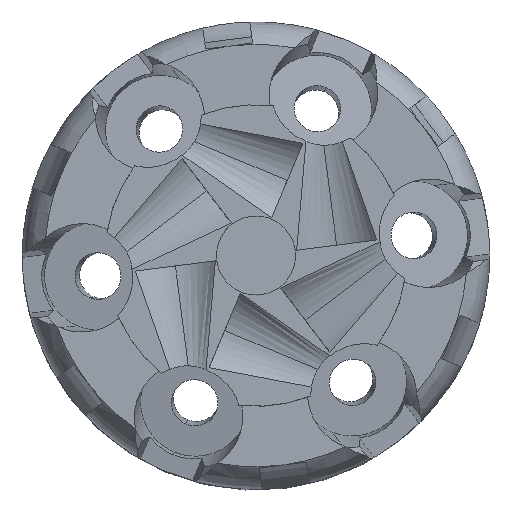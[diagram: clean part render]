
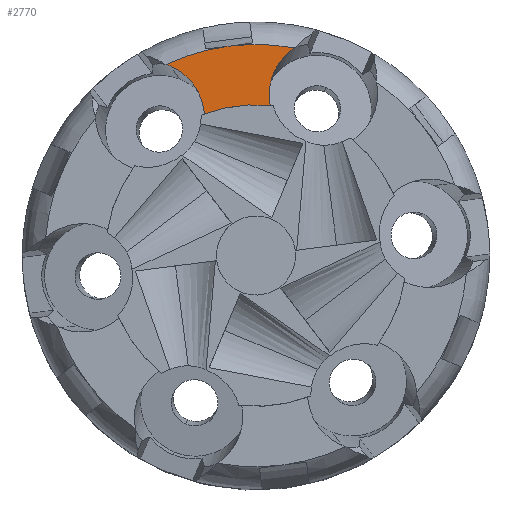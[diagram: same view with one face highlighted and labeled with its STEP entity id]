
A CAD part, top view. The second image highlights one B-rep face of the part: STEP entity #2770.
In plain terms, the highlighted planar face has unit normal (0, 0, 1).
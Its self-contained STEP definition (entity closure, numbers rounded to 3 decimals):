
#340 = CARTESIAN_POINT ( 'NONE',  ( -5.745, 6.915, 32.089 ) ) ;
#527 = VERTEX_POINT ( 'NONE', #1031 ) ;
#539 = CARTESIAN_POINT ( 'NONE',  ( 3.803, 7.046, 32.089 ) ) ;
#694 = ORIENTED_EDGE ( 'NONE', *, *, #12968, .T. ) ;
#774 = EDGE_CURVE ( 'NONE', #3437, #6773, #13208, .T. ) ;
#993 = CARTESIAN_POINT ( 'NONE',  ( 5.263, 8.507, 32.089 ) ) ;
#1031 = CARTESIAN_POINT ( 'NONE',  ( 3.114, 3.41, 32.089 ) ) ;
#1133 = CARTESIAN_POINT ( 'NONE',  ( -0.53, 8.666, 32.089 ) ) ;
#1403 = CARTESIAN_POINT ( 'NONE',  ( -2.723, 2.659, 32.089 ) ) ;
#1475 = CARTESIAN_POINT ( 'NONE',  ( -0.53, 8.666, 32.089 ) ) ;
#1613 = CARTESIAN_POINT ( 'NONE',  ( 4.494, 7.917, 32.089 ) ) ;
#1629 = ORIENTED_EDGE ( 'NONE', *, *, #7364, .T. ) ;
#1983 = CARTESIAN_POINT ( 'NONE',  ( -1.791, 2.999, 32.089 ) ) ;
#2047 = DIRECTION ( 'NONE',  ( 0., 0., 1. ) ) ;
#2242 = CARTESIAN_POINT ( 'NONE',  ( 3.356, 8.86, 32.089 ) ) ;
#2655 = VERTEX_POINT ( 'NONE', #10011 ) ;
#2662 = CARTESIAN_POINT ( 'NONE',  ( 3.114, 3.41, 32.089 ) ) ;
#2770 = ADVANCED_FACE ( 'NONE', ( #8527 ), #3110, .T. ) ;
#2882 = EDGE_LOOP ( 'NONE', ( #694, #7660, #1629, #10160, #7665, #4970, #4468, #10996 ) ) ;
#3110 = PLANE ( 'NONE',  #13657 ) ;
#3437 = VERTEX_POINT ( 'NONE', #340 ) ;
#3595 = CARTESIAN_POINT ( 'NONE',  ( -6.093, 7.045, 32.089 ) ) ;
#4104 = EDGE_CURVE ( 'NONE', #527, #13434, #6469, .T. ) ;
#4154 = CARTESIAN_POINT ( 'NONE',  ( -0.831, 3.233, 32.089 ) ) ;
#4468 = ORIENTED_EDGE ( 'NONE', *, *, #7266, .F. ) ;
#4559 = CARTESIAN_POINT ( 'NONE',  ( -2.75, 2.98, 32.089 ) ) ;
#4831 = CARTESIAN_POINT ( 'NONE',  ( 3.068, 5.188, 32.089 ) ) ;
#4864 = CARTESIAN_POINT ( 'NONE',  ( -2.776, 3.14, 32.089 ) ) ;
#4970 = ORIENTED_EDGE ( 'NONE', *, *, #7168, .T. ) ;
#5238 = CARTESIAN_POINT ( 'NONE',  ( 4.844, 8.202, 32.089 ) ) ;
#5259 = CARTESIAN_POINT ( 'NONE',  ( 2.125, 3.504, 32.089 ) ) ;
#5393 = CARTESIAN_POINT ( 'NONE',  ( 5.263, 8.507, 32.089 ) ) ;
#5458 = CARTESIAN_POINT ( 'NONE',  ( 3.027, 3.853, 32.089 ) ) ;
#5531 = B_SPLINE_CURVE_WITH_KNOTS ( 'NONE', 3,
 ( #9536, #1983, #4154, #11674, #5259, #12741 ),
 .UNSPECIFIED., .F., .F.,
 ( 4, 2, 4 ),
 ( 0., 0.5, 1. ),
 .UNSPECIFIED. ) ;
#5877 = B_SPLINE_CURVE_WITH_KNOTS ( 'NONE', 3,
 ( #1133, #9743, #2242, #9789 ),
 .UNSPECIFIED., .F., .F.,
 ( 4, 4 ),
 ( 0., 1. ),
 .UNSPECIFIED. ) ;
#5926 = CARTESIAN_POINT ( 'NONE',  ( 3.39, 6.257, 32.089 ) ) ;
#6469 = B_SPLINE_CURVE_WITH_KNOTS ( 'NONE', 3,
 ( #2662, #5458, #11252, #4831, #12334, #5926, #13420, #7013, #539, #8082, #1613, #9169 ),
 .UNSPECIFIED., .F., .F.,
 ( 4, 2, 2, 2, 2, 4 ),
 ( 0., 0.25, 0.5, 0.625, 0.75, 1. ),
 .UNSPECIFIED. ) ;
#6636 = B_SPLINE_CURVE_WITH_KNOTS ( 'NONE', 3,
 ( #5238, #9563, #7469, #993 ),
 .UNSPECIFIED., .F., .F.,
 ( 4, 4 ),
 ( 0., 1. ),
 .UNSPECIFIED. ) ;
#6678 = CARTESIAN_POINT ( 'NONE',  ( -5.552, 6.834, 32.089 ) ) ;
#6773 = VERTEX_POINT ( 'NONE', #12345 ) ;
#6818 = CARTESIAN_POINT ( 'NONE',  ( -5.272, 6.696, 32.089 ) ) ;
#6963 = CARTESIAN_POINT ( 'NONE',  ( -5.745, 6.915, 32.089 ) ) ;
#7013 = CARTESIAN_POINT ( 'NONE',  ( 3.685, 6.855, 32.089 ) ) ;
#7168 = EDGE_CURVE ( 'NONE', #13434, #10436, #6636, .T. ) ;
#7266 = EDGE_CURVE ( 'NONE', #11437, #10436, #5877, .T. ) ;
#7364 = EDGE_CURVE ( 'NONE', #6773, #2655, #11245, .T. ) ;
#7469 = CARTESIAN_POINT ( 'NONE',  ( 5.118, 8.413, 32.089 ) ) ;
#7529 = CARTESIAN_POINT ( 'NONE',  ( -5.745, 6.915, 32.089 ) ) ;
#7660 = ORIENTED_EDGE ( 'NONE', *, *, #774, .T. ) ;
#7665 = ORIENTED_EDGE ( 'NONE', *, *, #4104, .T. ) ;
#7866 = CARTESIAN_POINT ( 'NONE',  ( -2.733, 2.82, 32.089 ) ) ;
#7886 = EDGE_CURVE ( 'NONE', #9729, #11437, #10269, .T. ) ;
#7943 = CARTESIAN_POINT ( 'NONE',  ( -2.453, 8.419, 32.089 ) ) ;
#8028 = CARTESIAN_POINT ( 'NONE',  ( -5.006, 6.531, 32.089 ) ) ;
#8082 = CARTESIAN_POINT ( 'NONE',  ( 4.19, 7.593, 32.089 ) ) ;
#8515 = CARTESIAN_POINT ( 'NONE',  ( -13.01, -21.222, 32.089 ) ) ;
#8527 = FACE_OUTER_BOUND ( 'NONE', #2882, .T. ) ;
#8707 = CARTESIAN_POINT ( 'NONE',  ( 4.844, 8.202, 32.089 ) ) ;
#9068 = CARTESIAN_POINT ( 'NONE',  ( -4.832, 6.415, 32.089 ) ) ;
#9160 = CARTESIAN_POINT ( 'NONE',  ( -4.745, 6.353, 32.089 ) ) ;
#9169 = CARTESIAN_POINT ( 'NONE',  ( 4.844, 8.202, 32.089 ) ) ;
#9203 = CARTESIAN_POINT ( 'NONE',  ( -4.495, 6.163, 32.089 ) ) ;
#9536 = CARTESIAN_POINT ( 'NONE',  ( -2.723, 2.659, 32.089 ) ) ;
#9563 = CARTESIAN_POINT ( 'NONE',  ( 4.978, 8.311, 32.089 ) ) ;
#9597 = DIRECTION ( 'NONE',  ( -0.385, -0.923, 0. ) ) ;
#9729 = VERTEX_POINT ( 'NONE', #13132 ) ;
#9743 = CARTESIAN_POINT ( 'NONE',  ( 1.394, 8.914, 32.089 ) ) ;
#9789 = CARTESIAN_POINT ( 'NONE',  ( 5.263, 8.507, 32.089 ) ) ;
#9817 = CARTESIAN_POINT ( 'NONE',  ( -4.338, 6.027, 32.089 ) ) ;
#10011 = CARTESIAN_POINT ( 'NONE',  ( -2.723, 2.659, 32.089 ) ) ;
#10042 = CARTESIAN_POINT ( 'NONE',  ( -4.041, 5.734, 32.089 ) ) ;
#10043 = CARTESIAN_POINT ( 'NONE',  ( -4.338, 7.869, 32.089 ) ) ;
#10134 = CARTESIAN_POINT ( 'NONE',  ( -3.9, 5.576, 32.089 ) ) ;
#10160 = ORIENTED_EDGE ( 'NONE', *, *, #10327, .T. ) ;
#10219 = CARTESIAN_POINT ( 'NONE',  ( -3.512, 5.083, 32.089 ) ) ;
#10269 = B_SPLINE_CURVE_WITH_KNOTS ( 'NONE', 3,
 ( #3595, #10043, #7943, #1475 ),
 .UNSPECIFIED., .F., .F.,
 ( 4, 4 ),
 ( 0., 1. ),
 .UNSPECIFIED. ) ;
#10327 = EDGE_CURVE ( 'NONE', #2655, #527, #5531, .T. ) ;
#10436 = VERTEX_POINT ( 'NONE', #5393 ) ;
#10638 = CARTESIAN_POINT ( 'NONE',  ( -6.093, 7.045, 32.089 ) ) ;
#10958 = CARTESIAN_POINT ( 'NONE',  ( -0.53, 8.666, 32.089 ) ) ;
#10993 = CARTESIAN_POINT ( 'NONE',  ( -2.776, 3.14, 32.089 ) ) ;
#10996 = ORIENTED_EDGE ( 'NONE', *, *, #7886, .F. ) ;
#11245 = B_SPLINE_CURVE_WITH_KNOTS ( 'NONE', 3,
 ( #10993, #4559, #7866, #1403 ),
 .UNSPECIFIED., .F., .F.,
 ( 4, 4 ),
 ( 0., 1. ),
 .UNSPECIFIED. ) ;
#11252 = CARTESIAN_POINT ( 'NONE',  ( 3., 4.295, 32.089 ) ) ;
#11283 = B_SPLINE_CURVE_WITH_KNOTS ( 'NONE', 3,
 ( #10638, #12828, #13916, #7529 ),
 .UNSPECIFIED., .F., .F.,
 ( 4, 4 ),
 ( 0., 1. ),
 .UNSPECIFIED. ) ;
#11437 = VERTEX_POINT ( 'NONE', #10958 ) ;
#11674 = CARTESIAN_POINT ( 'NONE',  ( 1.138, 3.487, 32.089 ) ) ;
#12232 = CARTESIAN_POINT ( 'NONE',  ( -3.297, 4.724, 32.089 ) ) ;
#12334 = CARTESIAN_POINT ( 'NONE',  ( 3.161, 5.625, 32.089 ) ) ;
#12345 = CARTESIAN_POINT ( 'NONE',  ( -2.776, 3.14, 32.089 ) ) ;
#12741 = CARTESIAN_POINT ( 'NONE',  ( 3.114, 3.41, 32.089 ) ) ;
#12828 = CARTESIAN_POINT ( 'NONE',  ( -5.975, 7.005, 32.089 ) ) ;
#12968 = EDGE_CURVE ( 'NONE', #9729, #3437, #11283, .T. ) ;
#13072 = CARTESIAN_POINT ( 'NONE',  ( -2.959, 3.955, 32.089 ) ) ;
#13132 = CARTESIAN_POINT ( 'NONE',  ( -6.093, 7.045, 32.089 ) ) ;
#13208 = B_SPLINE_CURVE_WITH_KNOTS ( 'NONE', 3,
 ( #6963, #6678, #6818, #8028, #9068, #9160, #9203, #9817, #10042, #10134, #10219, #12232, #13072, #13221, #4864 ),
 .UNSPECIFIED., .F., .F.,
 ( 4, 1, 2, 2, 2, 2, 2, 4 ),
 ( 0., 0.125, 0.188, 0.25, 0.375, 0.5, 0.75, 1. ),
 .UNSPECIFIED. ) ;
#13221 = CARTESIAN_POINT ( 'NONE',  ( -2.842, 3.555, 32.089 ) ) ;
#13420 = CARTESIAN_POINT ( 'NONE',  ( 3.479, 6.461, 32.089 ) ) ;
#13434 = VERTEX_POINT ( 'NONE', #8707 ) ;
#13657 = AXIS2_PLACEMENT_3D ( 'NONE', #8515, #2047, #9597 ) ;
#13916 = CARTESIAN_POINT ( 'NONE',  ( -5.859, 6.962, 32.089 ) ) ;
